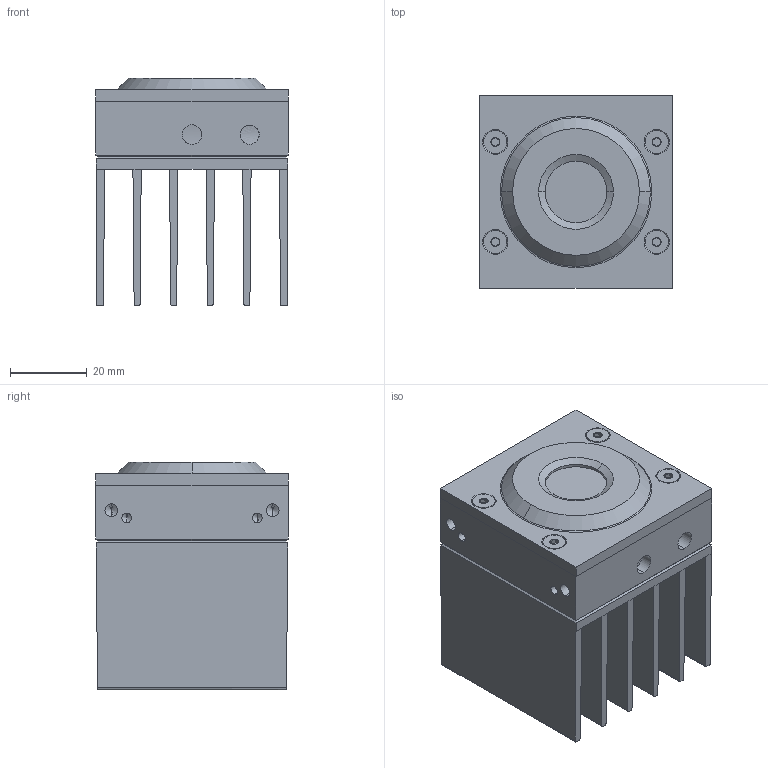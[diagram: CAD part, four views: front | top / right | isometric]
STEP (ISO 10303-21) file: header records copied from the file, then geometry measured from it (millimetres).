
FILE_DESCRIPTION (( 'STEP AP214' ), '1' );
FILE_NAME ('STEP UP19K-30H-QED-D0.STEP', '2018-09-10T15:45:11', ( '' ), ( '' ), 'SwSTEP 2.0', 'SolidWorks 2018', '' );
FILE_SCHEMA (( 'AUTOMOTIVE_DESIGN' ));
Length unit declared in the file: millimetre
Products named in the file (1): STEP UP19K-30H-QED-D0
Bounding box: 50 x 50 x 59.23 mm (x, y, z)
Volume: 72768.2 mm3; surface area: 40556.4 mm2
Topology: 7 solids, 7 shells, 866 faces, 2385 edges, 1539 vertices
Faces by surface type: cylinder 663, plane 102, cone 89, bspline 8, torus 4
Entity records: 48534 total; most frequent: CARTESIAN_POINT 20516, ORIENTED_EDGE 4742, DIRECTION 3034, EDGE_CURVE 2371, VERTEX_POINT 1539, AXIS2_PLACEMENT_3D 1071, EDGE_LOOP 908, VECTOR 892
